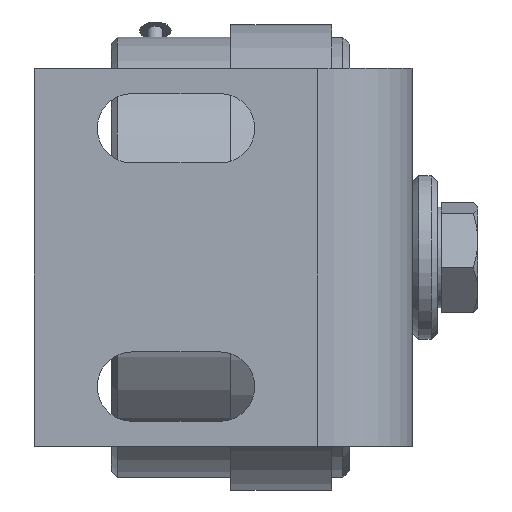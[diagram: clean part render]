
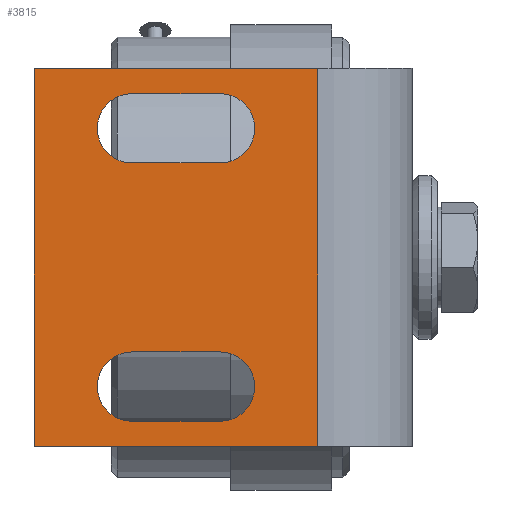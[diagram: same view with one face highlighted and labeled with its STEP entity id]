
A CAD part, left-side view. The second image highlights one B-rep face of the part: STEP entity #3815.
In plain terms, the highlighted planar face has unit normal (-1, 0, 0).
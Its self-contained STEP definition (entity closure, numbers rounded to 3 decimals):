
#220=FACE_BOUND('',#661,.T.);
#221=FACE_BOUND('',#662,.T.);
#309=PLANE('',#4094);
#428=FACE_OUTER_BOUND('',#660,.T.);
#660=EDGE_LOOP('',(#2664,#2665,#2666,#2667));
#661=EDGE_LOOP('',(#2668,#2669,#2670,#2671));
#662=EDGE_LOOP('',(#2672,#2673,#2674,#2675));
#965=LINE('',#5876,#1179);
#969=LINE('',#5888,#1183);
#973=LINE('',#5900,#1187);
#977=LINE('',#5912,#1191);
#990=LINE('',#5948,#1204);
#991=LINE('',#5952,#1205);
#992=LINE('',#5954,#1206);
#993=LINE('',#5955,#1207);
#1179=VECTOR('',#4624,10.);
#1183=VECTOR('',#4636,10.);
#1187=VECTOR('',#4648,10.);
#1191=VECTOR('',#4660,10.);
#1204=VECTOR('',#4695,10.);
#1205=VECTOR('',#4700,10.);
#1206=VECTOR('',#4701,10.);
#1207=VECTOR('',#4702,10.);
#1384=CIRCLE('',#4072,5.5);
#1386=CIRCLE('',#4076,5.5);
#1388=CIRCLE('',#4080,5.5);
#1390=CIRCLE('',#4084,5.5);
#1626=VERTEX_POINT('',#5873);
#1627=VERTEX_POINT('',#5875);
#1629=VERTEX_POINT('',#5881);
#1631=VERTEX_POINT('',#5887);
#1634=VERTEX_POINT('',#5897);
#1635=VERTEX_POINT('',#5899);
#1637=VERTEX_POINT('',#5905);
#1639=VERTEX_POINT('',#5911);
#1650=VERTEX_POINT('',#5945);
#1651=VERTEX_POINT('',#5947);
#1652=VERTEX_POINT('',#5951);
#1653=VERTEX_POINT('',#5953);
#2037=EDGE_CURVE('',#1627,#1626,#965,.T.);
#2040=EDGE_CURVE('',#1629,#1627,#1384,.T.);
#2043=EDGE_CURVE('',#1631,#1629,#969,.T.);
#2046=EDGE_CURVE('',#1626,#1631,#1386,.T.);
#2049=EDGE_CURVE('',#1635,#1634,#973,.T.);
#2052=EDGE_CURVE('',#1637,#1635,#1388,.T.);
#2055=EDGE_CURVE('',#1639,#1637,#977,.T.);
#2058=EDGE_CURVE('',#1634,#1639,#1390,.T.);
#2073=EDGE_CURVE('',#1651,#1650,#990,.T.);
#2075=EDGE_CURVE('',#1650,#1652,#991,.T.);
#2076=EDGE_CURVE('',#1653,#1652,#992,.T.);
#2077=EDGE_CURVE('',#1651,#1653,#993,.T.);
#2664=ORIENTED_EDGE('',*,*,#2075,.T.);
#2665=ORIENTED_EDGE('',*,*,#2076,.F.);
#2666=ORIENTED_EDGE('',*,*,#2077,.F.);
#2667=ORIENTED_EDGE('',*,*,#2073,.T.);
#2668=ORIENTED_EDGE('',*,*,#2043,.T.);
#2669=ORIENTED_EDGE('',*,*,#2040,.T.);
#2670=ORIENTED_EDGE('',*,*,#2037,.T.);
#2671=ORIENTED_EDGE('',*,*,#2046,.T.);
#2672=ORIENTED_EDGE('',*,*,#2055,.T.);
#2673=ORIENTED_EDGE('',*,*,#2052,.T.);
#2674=ORIENTED_EDGE('',*,*,#2049,.T.);
#2675=ORIENTED_EDGE('',*,*,#2058,.T.);
#3815=ADVANCED_FACE('',(#428,#220,#221),#309,.T.);
#4072=AXIS2_PLACEMENT_3D('',#5882,#4630,#4631);
#4076=AXIS2_PLACEMENT_3D('',#5892,#4642,#4643);
#4080=AXIS2_PLACEMENT_3D('',#5906,#4654,#4655);
#4084=AXIS2_PLACEMENT_3D('',#5916,#4666,#4667);
#4094=AXIS2_PLACEMENT_3D('',#5950,#4698,#4699);
#4624=DIRECTION('',(0.,-1.,0.));
#4630=DIRECTION('center_axis',(1.,0.,0.));
#4631=DIRECTION('ref_axis',(0.,0.,1.));
#4636=DIRECTION('',(0.,1.,0.));
#4642=DIRECTION('center_axis',(1.,0.,0.));
#4643=DIRECTION('ref_axis',(0.,0.,-1.));
#4648=DIRECTION('',(0.,-1.,0.));
#4654=DIRECTION('center_axis',(1.,0.,0.));
#4655=DIRECTION('ref_axis',(0.,0.,1.));
#4660=DIRECTION('',(0.,1.,0.));
#4666=DIRECTION('center_axis',(1.,0.,0.));
#4667=DIRECTION('ref_axis',(0.,0.,-1.));
#4695=DIRECTION('',(0.,0.,1.));
#4698=DIRECTION('center_axis',(-1.,0.,0.));
#4699=DIRECTION('ref_axis',(0.,0.,1.));
#4700=DIRECTION('',(0.,1.,0.));
#4701=DIRECTION('',(0.,0.,1.));
#4702=DIRECTION('',(0.,1.,0.));
#5873=CARTESIAN_POINT('',(-65.,0.5,26.));
#5875=CARTESIAN_POINT('',(-65.,14.5,26.));
#5876=CARTESIAN_POINT('',(-65.,-7.25,26.));
#5881=CARTESIAN_POINT('',(-65.,14.5,15.));
#5882=CARTESIAN_POINT('Origin',(-65.,14.5,20.5));
#5887=CARTESIAN_POINT('',(-65.,0.5,15.));
#5888=CARTESIAN_POINT('',(-65.,-0.25,15.));
#5892=CARTESIAN_POINT('Origin',(-65.,0.5,20.5));
#5897=CARTESIAN_POINT('',(-65.,0.5,-15.));
#5899=CARTESIAN_POINT('',(-65.,14.5,-15.));
#5900=CARTESIAN_POINT('',(-65.,-7.25,-15.));
#5905=CARTESIAN_POINT('',(-65.,14.5,-26.));
#5906=CARTESIAN_POINT('Origin',(-65.,14.5,-20.5));
#5911=CARTESIAN_POINT('',(-65.,0.5,-26.));
#5912=CARTESIAN_POINT('',(-65.,-0.25,-26.));
#5916=CARTESIAN_POINT('Origin',(-65.,0.5,-20.5));
#5945=CARTESIAN_POINT('',(-65.,-15.,30.));
#5947=CARTESIAN_POINT('',(-65.,-15.,-30.));
#5948=CARTESIAN_POINT('',(-65.,-15.,-30.));
#5950=CARTESIAN_POINT('Origin',(-65.,-15.,-30.));
#5951=CARTESIAN_POINT('',(-65.,30.,30.));
#5952=CARTESIAN_POINT('',(-65.,-15.,30.));
#5953=CARTESIAN_POINT('',(-65.,30.,-30.));
#5954=CARTESIAN_POINT('',(-65.,30.,-30.));
#5955=CARTESIAN_POINT('',(-65.,-15.,-30.));
